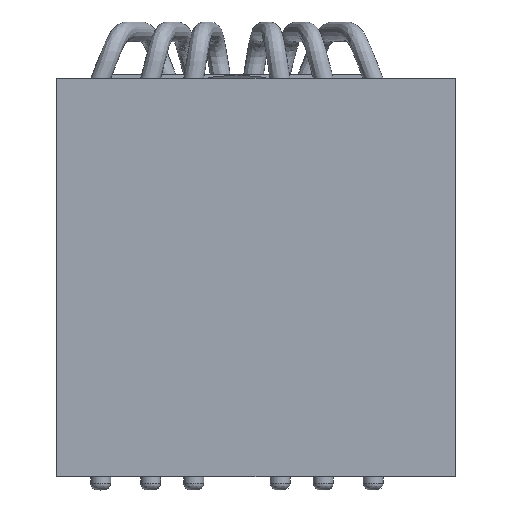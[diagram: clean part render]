
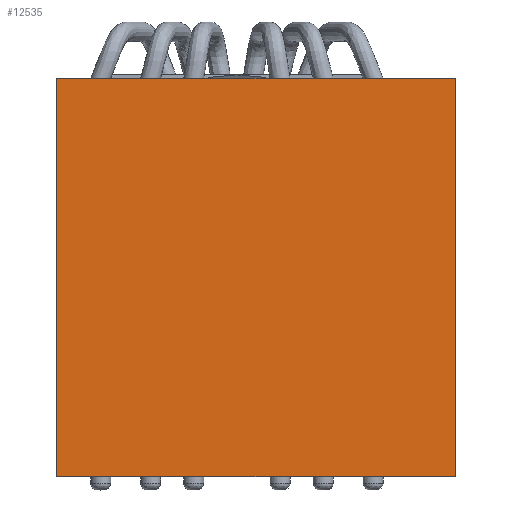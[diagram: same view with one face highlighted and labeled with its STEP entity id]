
A CAD part, top view. The second image highlights one B-rep face of the part: STEP entity #12535.
In plain terms, the highlighted planar face has unit normal (0, 0, 1).
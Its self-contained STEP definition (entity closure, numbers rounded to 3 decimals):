
#552=PLANE('',#13812);
#1261=FACE_OUTER_BOUND('',#2016,.T.);
#2016=EDGE_LOOP('',(#10946,#10947,#10948,#10949));
#3097=LINE('',#43945,#3798);
#3098=LINE('',#43948,#3799);
#3099=LINE('',#43950,#3800);
#3100=LINE('',#43951,#3801);
#3798=VECTOR('',#16885,10.);
#3799=VECTOR('',#16888,10.);
#3800=VECTOR('',#16889,10.);
#3801=VECTOR('',#16890,10.);
#5632=VERTEX_POINT('',#43941);
#5633=VERTEX_POINT('',#43943);
#5634=VERTEX_POINT('',#43947);
#5635=VERTEX_POINT('',#43949);
#7413=EDGE_CURVE('',#5632,#5633,#3097,.T.);
#7414=EDGE_CURVE('',#5634,#5632,#3098,.T.);
#7415=EDGE_CURVE('',#5635,#5633,#3099,.T.);
#7416=EDGE_CURVE('',#5634,#5635,#3100,.T.);
#10946=ORIENTED_EDGE('',*,*,#7414,.T.);
#10947=ORIENTED_EDGE('',*,*,#7413,.T.);
#10948=ORIENTED_EDGE('',*,*,#7415,.F.);
#10949=ORIENTED_EDGE('',*,*,#7416,.F.);
#12535=ADVANCED_FACE('',(#1261),#552,.T.);
#13812=AXIS2_PLACEMENT_3D('',#43946,#16886,#16887);
#16885=DIRECTION('',(0.,-1.,0.));
#16886=DIRECTION('center_axis',(0.,0.,1.));
#16887=DIRECTION('ref_axis',(-1.,0.,0.));
#16888=DIRECTION('',(-1.,0.,0.));
#16889=DIRECTION('',(-1.,0.,0.));
#16890=DIRECTION('',(0.,-1.,0.));
#43941=CARTESIAN_POINT('',(-120.915,0.,-1.));
#43943=CARTESIAN_POINT('',(-120.915,-120.,-1.));
#43945=CARTESIAN_POINT('',(-120.915,0.,-1.));
#43946=CARTESIAN_POINT('Origin',(-0.915,0.,-1.));
#43947=CARTESIAN_POINT('',(-0.915,0.,-1.));
#43948=CARTESIAN_POINT('',(-0.915,0.,-1.));
#43949=CARTESIAN_POINT('',(-0.915,-120.,-1.));
#43950=CARTESIAN_POINT('',(-0.915,-120.,-1.));
#43951=CARTESIAN_POINT('',(-0.915,0.,-1.));
